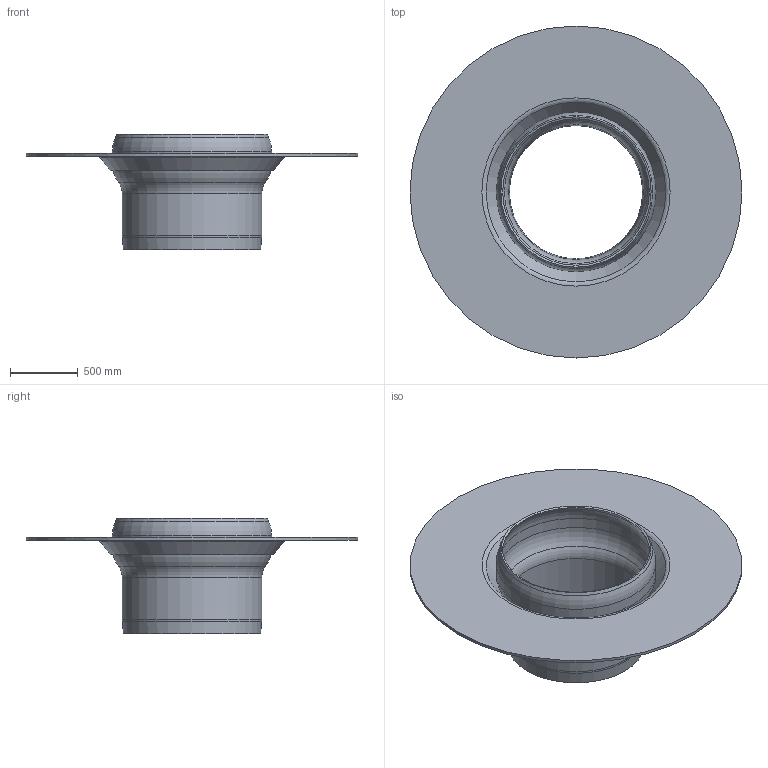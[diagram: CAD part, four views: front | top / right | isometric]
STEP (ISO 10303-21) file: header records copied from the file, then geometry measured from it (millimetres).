
FILE_DESCRIPTION(/* description */ (''),/* implementation_level */ '2;1');
FILE_NAME(/* name */ '21214.070X_3D.stp',/* time_stamp */ '2024-12-12T08:15:43+01:00',/* author */ ('CAD'),/* organization */ (''),/* preprocessor_version */ 'ST-DEVELOPER v20',/* originating_system */ 'AutoCAD Mechanical',/* authorisation */ '');
FILE_SCHEMA (('AUTOMOTIVE_DESIGN { 1 0 10303 214 3 1 1 }'));
Length unit declared in the file: centimetre
Products named in the file (2): Product; *S0
Assembly tree (1 placements, depth 2):
  Product
    *S0
Bounding box: 2450 x 2450 x 850 mm (x, y, z)
Volume: 120142801.8 mm3; surface area: 13797009.6 mm2
Topology: 2 solids, 2 shells, 26 faces, 64 edges, 40 vertices
Faces by surface type: torus 10, cone 9, cylinder 5, plane 2
Full cylindrical faces by diameter (mm): 1000 x1, 1030 x1, 1146 x1, 1176 x1, 2450 x1
Entity records: 844 total; most frequent: DIRECTION 172, CARTESIAN_POINT 133, ORIENTED_EDGE 128, AXIS2_PLACEMENT_3D 79, EDGE_CURVE 64, CIRCLE 50, VERTEX_POINT 40, EDGE_LOOP 28
